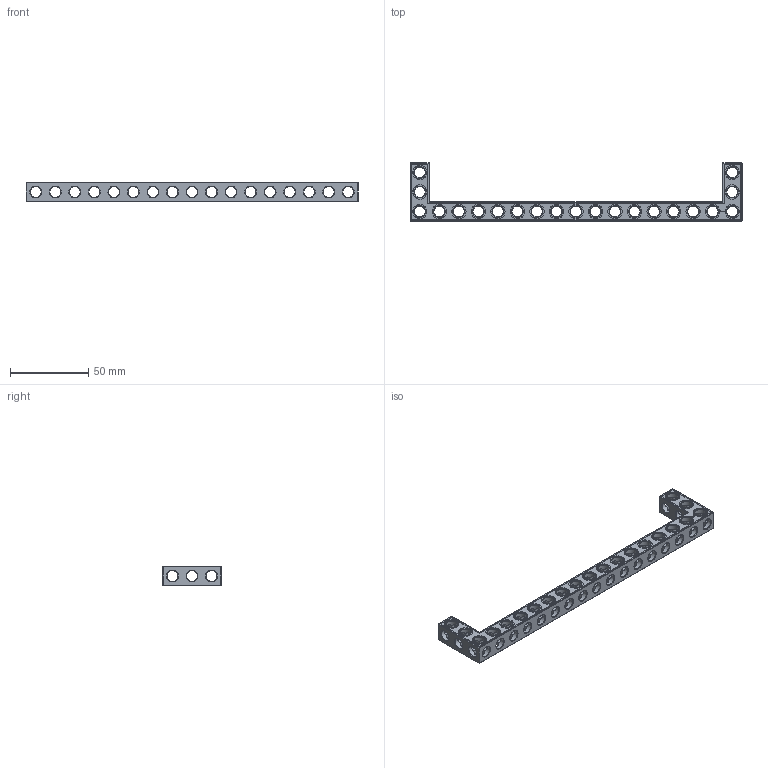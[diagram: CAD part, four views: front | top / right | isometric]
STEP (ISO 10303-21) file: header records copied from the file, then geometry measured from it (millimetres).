
FILE_DESCRIPTION(('FreeCAD Model'),'2;1');
FILE_NAME('Open CASCADE Shape Model','2022-03-06T17:24:37',('Author'),( ''),'Open CASCADE STEP processor 7.5','FreeCAD','Unknown');
FILE_SCHEMA(('AUTOMOTIVE_DESIGN { 1 0 10303 214 1 1 1 1 }'));
Products named in the file (1): Beam AGD ESS USH SYM BU17x03x01 - SPN-BEM-0576 (stemfie.org)
Bounding box: 212.5 x 37.5 x 12.5 mm (x, y, z)
Volume: 20506.5 mm3; surface area: 18417.1 mm2
Topology: 1 solids, 1 shells, 764 faces, 2277 edges, 1485 vertices
Faces by surface type: plane 393, extrusion 158, cylinder 127, cone 86
Full cylindrical faces by diameter (mm): 6.98 x8, 7 x98, 9.2 x21
Entity records: 81376 total; most frequent: CARTESIAN_POINT 38358, DIRECTION 7087, VECTOR 4660, ORIENTED_EDGE 4554, PCURVE 4554, DEFINITIONAL_REPRESENTATION 4554, LINE 4502, EDGE_CURVE 2277
